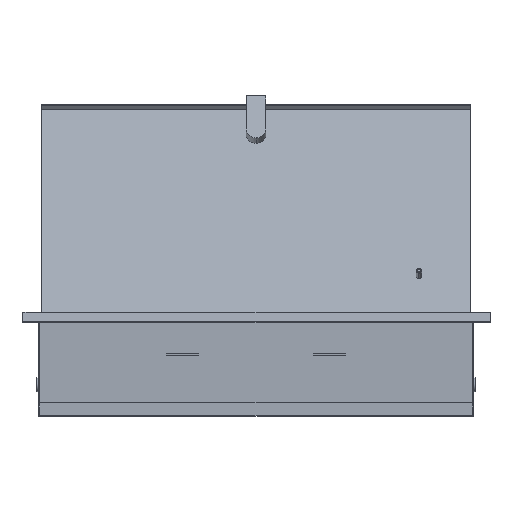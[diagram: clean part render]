
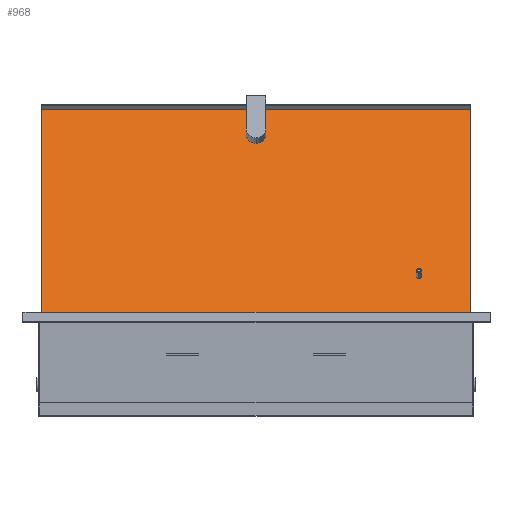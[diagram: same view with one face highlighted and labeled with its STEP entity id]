
A CAD part, left-side view. The second image highlights one B-rep face of the part: STEP entity #968.
In plain terms, the highlighted face is planar.
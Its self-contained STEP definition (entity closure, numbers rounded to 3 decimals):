
#132 = DIRECTION ( 'NONE',  ( 1., 0., 0. ) ) ;
#280 = FACE_BOUND ( 'NONE', #3534, .T. ) ;
#350 = CARTESIAN_POINT ( 'NONE',  ( 132., 0., -1. ) ) ;
#364 = CARTESIAN_POINT ( 'NONE',  ( 76., -188., -1. ) ) ;
#633 = LINE ( 'NONE', #7879, #3595 ) ;
#691 = CARTESIAN_POINT ( 'NONE',  ( 0., -247., -1. ) ) ;
#968 = ADVANCED_FACE ( 'NONE', ( #3554, #11828, #280 ), #10581, .F. ) ;
#1339 = EDGE_CURVE ( 'NONE', #5119, #9684, #10447, .T. ) ;
#1576 = AXIS2_PLACEMENT_3D ( 'NONE', #12238, #3140, #11198 ) ;
#1662 = CARTESIAN_POINT ( 'NONE',  ( -102., 0., -1. ) ) ;
#2043 = CARTESIAN_POINT ( 'NONE',  ( -90.5, 0., -1. ) ) ;
#2208 = CARTESIAN_POINT ( 'NONE',  ( -113.5, 0., -1. ) ) ;
#2263 = CARTESIAN_POINT ( 'NONE',  ( 73., -188., -1. ) ) ;
#2361 = VERTEX_POINT ( 'NONE', #364 ) ;
#2369 = VERTEX_POINT ( 'NONE', #2208 ) ;
#2456 = ORIENTED_EDGE ( 'NONE', *, *, #6603, .F. ) ;
#2474 = CIRCLE ( 'NONE', #9940, 3. ) ;
#2824 = ORIENTED_EDGE ( 'NONE', *, *, #9358, .F. ) ;
#3140 = DIRECTION ( 'NONE',  ( 0., 0., 1. ) ) ;
#3534 = EDGE_LOOP ( 'NONE', ( #2824, #5075 ) ) ;
#3554 = FACE_BOUND ( 'NONE', #7911, .T. ) ;
#3595 = VECTOR ( 'NONE', #9323, 1000. ) ;
#3949 = EDGE_CURVE ( 'NONE', #9321, #2369, #5689, .T. ) ;
#4040 = VECTOR ( 'NONE', #12018, 1000. ) ;
#4248 = ORIENTED_EDGE ( 'NONE', *, *, #3949, .T. ) ;
#4256 = EDGE_CURVE ( 'NONE', #6700, #7015, #9379, .T. ) ;
#4718 = DIRECTION ( 'NONE',  ( 1., 0., 0. ) ) ;
#5075 = ORIENTED_EDGE ( 'NONE', *, *, #10744, .F. ) ;
#5119 = VERTEX_POINT ( 'NONE', #6202 ) ;
#5583 = DIRECTION ( 'NONE',  ( 0., 0., 1. ) ) ;
#5665 = AXIS2_PLACEMENT_3D ( 'NONE', #6947, #9034, #132 ) ;
#5689 = CIRCLE ( 'NONE', #10056, 11.5 ) ;
#6202 = CARTESIAN_POINT ( 'NONE',  ( 132., -247., -1. ) ) ;
#6386 = ORIENTED_EDGE ( 'NONE', *, *, #1339, .F. ) ;
#6424 = VECTOR ( 'NONE', #11393, 1000. ) ;
#6461 = CARTESIAN_POINT ( 'NONE',  ( -132., 0., -1. ) ) ;
#6603 = EDGE_CURVE ( 'NONE', #7015, #5119, #8313, .T. ) ;
#6616 = VERTEX_POINT ( 'NONE', #9980 ) ;
#6700 = VERTEX_POINT ( 'NONE', #12072 ) ;
#6716 = DIRECTION ( 'NONE',  ( 0., 0., 1. ) ) ;
#6922 = CARTESIAN_POINT ( 'NONE',  ( 132., 247., -1. ) ) ;
#6947 = CARTESIAN_POINT ( 'NONE',  ( 73., -188., -1. ) ) ;
#7015 = VERTEX_POINT ( 'NONE', #12538 ) ;
#7383 = DIRECTION ( 'NONE',  ( 0., 1., 0. ) ) ;
#7613 = CIRCLE ( 'NONE', #8549, 11.5 ) ;
#7879 = CARTESIAN_POINT ( 'NONE',  ( 0., 247., -1. ) ) ;
#7911 = EDGE_LOOP ( 'NONE', ( #4248, #10879 ) ) ;
#8313 = LINE ( 'NONE', #691, #6424 ) ;
#8424 = EDGE_CURVE ( 'NONE', #9684, #6700, #633, .T. ) ;
#8549 = AXIS2_PLACEMENT_3D ( 'NONE', #12277, #6716, #10026 ) ;
#9034 = DIRECTION ( 'NONE',  ( 0., 0., -1. ) ) ;
#9118 = ORIENTED_EDGE ( 'NONE', *, *, #4256, .F. ) ;
#9321 = VERTEX_POINT ( 'NONE', #2043 ) ;
#9323 = DIRECTION ( 'NONE',  ( -1., 0., 0. ) ) ;
#9358 = EDGE_CURVE ( 'NONE', #2361, #6616, #2474, .T. ) ;
#9379 = LINE ( 'NONE', #6461, #4040 ) ;
#9503 = CIRCLE ( 'NONE', #5665, 3. ) ;
#9684 = VERTEX_POINT ( 'NONE', #6922 ) ;
#9940 = AXIS2_PLACEMENT_3D ( 'NONE', #2263, #11134, #4718 ) ;
#9980 = CARTESIAN_POINT ( 'NONE',  ( 70., -188., -1. ) ) ;
#10026 = DIRECTION ( 'NONE',  ( 1., 0., 0. ) ) ;
#10056 = AXIS2_PLACEMENT_3D ( 'NONE', #1662, #5583, #11593 ) ;
#10447 = LINE ( 'NONE', #350, #10880 ) ;
#10581 = PLANE ( 'NONE',  #1576 ) ;
#10689 = EDGE_CURVE ( 'NONE', #2369, #9321, #7613, .T. ) ;
#10744 = EDGE_CURVE ( 'NONE', #6616, #2361, #9503, .T. ) ;
#10879 = ORIENTED_EDGE ( 'NONE', *, *, #10689, .T. ) ;
#10880 = VECTOR ( 'NONE', #7383, 1000. ) ;
#11081 = ORIENTED_EDGE ( 'NONE', *, *, #8424, .F. ) ;
#11134 = DIRECTION ( 'NONE',  ( 0., 0., -1. ) ) ;
#11198 = DIRECTION ( 'NONE',  ( 1., 0., 0. ) ) ;
#11393 = DIRECTION ( 'NONE',  ( 1., 0., 0. ) ) ;
#11495 = EDGE_LOOP ( 'NONE', ( #9118, #11081, #6386, #2456 ) ) ;
#11593 = DIRECTION ( 'NONE',  ( 1., 0., 0. ) ) ;
#11828 = FACE_OUTER_BOUND ( 'NONE', #11495, .T. ) ;
#12018 = DIRECTION ( 'NONE',  ( 0., -1., 0. ) ) ;
#12072 = CARTESIAN_POINT ( 'NONE',  ( -132., 247., -1. ) ) ;
#12238 = CARTESIAN_POINT ( 'NONE',  ( 0., 0., -1. ) ) ;
#12277 = CARTESIAN_POINT ( 'NONE',  ( -102., 0., -1. ) ) ;
#12538 = CARTESIAN_POINT ( 'NONE',  ( -132., -247., -1. ) ) ;
